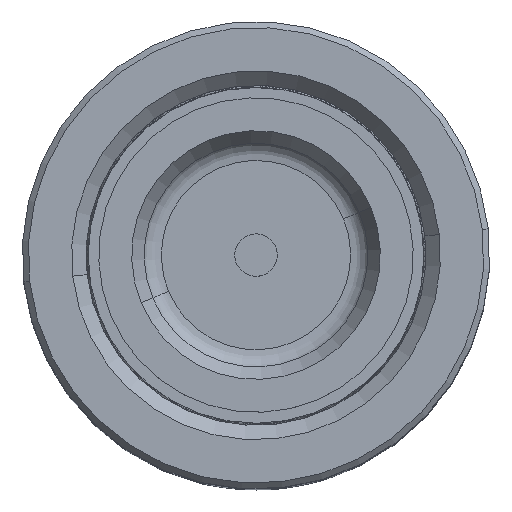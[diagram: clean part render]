
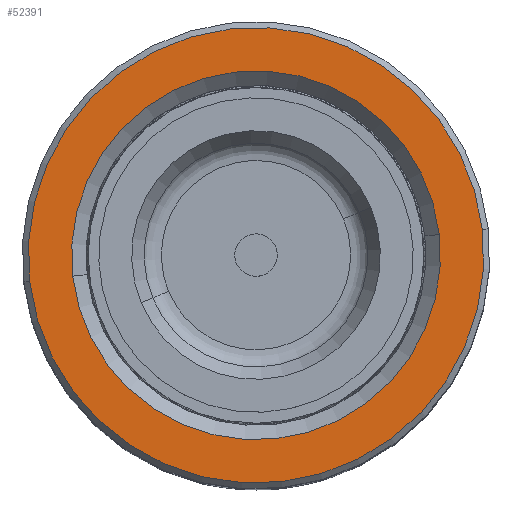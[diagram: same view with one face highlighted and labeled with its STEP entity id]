
A CAD part, top view. The second image highlights one B-rep face of the part: STEP entity #52391.
In plain terms, the highlighted planar face has unit normal (0, 0, 1).
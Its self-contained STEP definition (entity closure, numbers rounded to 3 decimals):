
#88 = EDGE_CURVE ( 'NONE', #42425, #40583, #55782, .T. ) ;
#1019 = EDGE_CURVE ( 'NONE', #54324, #8663, #40777, .T. ) ;
#5865 = DIRECTION ( 'NONE',  ( 1., 0., 0. ) ) ;
#7078 = ORIENTED_EDGE ( 'NONE', *, *, #88, .T. ) ;
#8663 = VERTEX_POINT ( 'NONE', #46765 ) ;
#9220 = AXIS2_PLACEMENT_3D ( 'NONE', #34321, #30342, #39144 ) ;
#9968 = AXIS2_PLACEMENT_3D ( 'NONE', #58579, #38964, #5865 ) ;
#10438 = EDGE_LOOP ( 'NONE', ( #7078, #16278 ) ) ;
#12412 = AXIS2_PLACEMENT_3D ( 'NONE', #58405, #15095, #38799 ) ;
#15095 = DIRECTION ( 'NONE',  ( 0., 0., 1. ) ) ;
#15594 = CARTESIAN_POINT ( 'NONE',  ( 21.7, 0., 80. ) ) ;
#16278 = ORIENTED_EDGE ( 'NONE', *, *, #40280, .T. ) ;
#17265 = CARTESIAN_POINT ( 'NONE',  ( 0., 0., 80. ) ) ;
#22082 = DIRECTION ( 'NONE',  ( 0., 0., 1. ) ) ;
#22475 = DIRECTION ( 'NONE',  ( 1., 0., 0. ) ) ;
#28663 = FACE_OUTER_BOUND ( 'NONE', #10438, .T. ) ;
#30342 = DIRECTION ( 'NONE',  ( 0., 0., -1. ) ) ;
#30565 = CIRCLE ( 'NONE', #9220, 21.7 ) ;
#34321 = CARTESIAN_POINT ( 'NONE',  ( 0., 0., 80. ) ) ;
#35925 = DIRECTION ( 'NONE',  ( 0., 0., -1. ) ) ;
#36594 = CARTESIAN_POINT ( 'NONE',  ( -26.8, 0., 80. ) ) ;
#37323 = EDGE_CURVE ( 'NONE', #8663, #54324, #30565, .T. ) ;
#37968 = CIRCLE ( 'NONE', #12412, 26.8 ) ;
#38799 = DIRECTION ( 'NONE',  ( 1., 0., 0. ) ) ;
#38964 = DIRECTION ( 'NONE',  ( 0., 0., 1. ) ) ;
#39144 = DIRECTION ( 'NONE',  ( 1., 0., 0. ) ) ;
#40280 = EDGE_CURVE ( 'NONE', #40583, #42425, #37968, .T. ) ;
#40583 = VERTEX_POINT ( 'NONE', #50282 ) ;
#40777 = CIRCLE ( 'NONE', #55928, 21.7 ) ;
#41154 = CARTESIAN_POINT ( 'NONE',  ( 0., 0., 80. ) ) ;
#41383 = DIRECTION ( 'NONE',  ( 1., 0., 0. ) ) ;
#42062 = ORIENTED_EDGE ( 'NONE', *, *, #37323, .T. ) ;
#42425 = VERTEX_POINT ( 'NONE', #36594 ) ;
#46765 = CARTESIAN_POINT ( 'NONE',  ( -21.7, 0., 80. ) ) ;
#47240 = ORIENTED_EDGE ( 'NONE', *, *, #1019, .T. ) ;
#50282 = CARTESIAN_POINT ( 'NONE',  ( 26.8, 0., 80. ) ) ;
#52391 = ADVANCED_FACE ( 'NONE', ( #28663, #53415 ), #57146, .T. ) ;
#53415 = FACE_BOUND ( 'NONE', #55642, .T. ) ;
#54324 = VERTEX_POINT ( 'NONE', #15594 ) ;
#54738 = AXIS2_PLACEMENT_3D ( 'NONE', #17265, #22082, #41383 ) ;
#55642 = EDGE_LOOP ( 'NONE', ( #47240, #42062 ) ) ;
#55782 = CIRCLE ( 'NONE', #54738, 26.8 ) ;
#55928 = AXIS2_PLACEMENT_3D ( 'NONE', #41154, #35925, #22475 ) ;
#57146 = PLANE ( 'NONE',  #9968 ) ;
#58405 = CARTESIAN_POINT ( 'NONE',  ( 0., 0., 80. ) ) ;
#58579 = CARTESIAN_POINT ( 'NONE',  ( 0., 0., 80. ) ) ;
